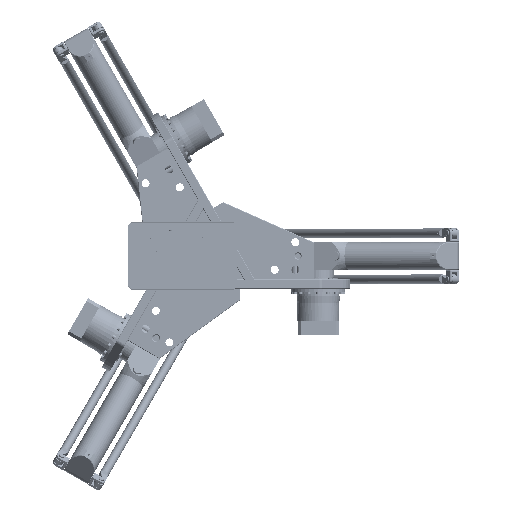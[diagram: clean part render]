
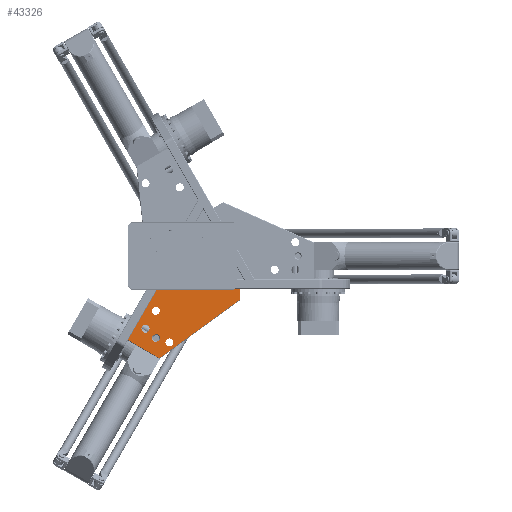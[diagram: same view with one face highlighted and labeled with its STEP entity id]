
A CAD part, top view. The second image highlights one B-rep face of the part: STEP entity #43326.
In plain terms, the highlighted planar face has unit normal (0, 0, 1).
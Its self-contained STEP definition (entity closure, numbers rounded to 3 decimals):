
#1051=FACE_BOUND('',#9926,.T.);
#1052=FACE_BOUND('',#9927,.T.);
#1053=FACE_BOUND('',#9928,.T.);
#1054=FACE_BOUND('',#9929,.T.);
#3875=CIRCLE('',#47080,8.);
#3876=CIRCLE('',#47084,8.);
#3879=CIRCLE('',#47090,8.75);
#3880=CIRCLE('',#47091,8.75);
#3881=CIRCLE('',#47092,8.75);
#6922=FACE_OUTER_BOUND('',#9925,.T.);
#9925=EDGE_LOOP('',(#33689,#33690,#33691,#33692,#33693));
#9926=EDGE_LOOP('',(#33694));
#9927=EDGE_LOOP('',(#33695));
#9928=EDGE_LOOP('',(#33696));
#9929=EDGE_LOOP('',(#33697,#33698,#33699,#33700));
#13877=LINE('',#74676,#17320);
#13879=LINE('',#74681,#17322);
#13885=LINE('',#74699,#17328);
#13886=LINE('',#74701,#17329);
#13887=LINE('',#74703,#17330);
#13888=LINE('',#74705,#17331);
#13889=LINE('',#74706,#17332);
#17320=VECTOR('',#55104,10.);
#17322=VECTOR('',#55108,10.);
#17328=VECTOR('',#55128,10.);
#17329=VECTOR('',#55129,10.);
#17330=VECTOR('',#55130,10.);
#17331=VECTOR('',#55131,10.);
#17332=VECTOR('',#55132,10.);
#20791=VERTEX_POINT('',#74663);
#20794=VERTEX_POINT('',#74668);
#20795=VERTEX_POINT('',#74672);
#20798=VERTEX_POINT('',#74679);
#20802=VERTEX_POINT('',#74697);
#20803=VERTEX_POINT('',#74698);
#20804=VERTEX_POINT('',#74700);
#20805=VERTEX_POINT('',#74702);
#20806=VERTEX_POINT('',#74704);
#20807=VERTEX_POINT('',#74707);
#20808=VERTEX_POINT('',#74709);
#20809=VERTEX_POINT('',#74711);
#25520=EDGE_CURVE('',#20794,#20791,#3875,.T.);
#25523=EDGE_CURVE('',#20791,#20795,#13877,.T.);
#25525=EDGE_CURVE('',#20798,#20794,#13879,.T.);
#25527=EDGE_CURVE('',#20795,#20798,#3876,.T.);
#25534=EDGE_CURVE('',#20802,#20803,#13885,.T.);
#25535=EDGE_CURVE('',#20804,#20802,#13886,.T.);
#25536=EDGE_CURVE('',#20805,#20804,#13887,.T.);
#25537=EDGE_CURVE('',#20805,#20806,#13888,.T.);
#25538=EDGE_CURVE('',#20806,#20803,#13889,.T.);
#25539=EDGE_CURVE('',#20807,#20807,#3879,.T.);
#25540=EDGE_CURVE('',#20808,#20808,#3880,.T.);
#25541=EDGE_CURVE('',#20809,#20809,#3881,.T.);
#33689=ORIENTED_EDGE('',*,*,#25534,.F.);
#33690=ORIENTED_EDGE('',*,*,#25535,.F.);
#33691=ORIENTED_EDGE('',*,*,#25536,.F.);
#33692=ORIENTED_EDGE('',*,*,#25537,.T.);
#33693=ORIENTED_EDGE('',*,*,#25538,.T.);
#33694=ORIENTED_EDGE('',*,*,#25539,.T.);
#33695=ORIENTED_EDGE('',*,*,#25540,.T.);
#33696=ORIENTED_EDGE('',*,*,#25541,.T.);
#33697=ORIENTED_EDGE('',*,*,#25520,.F.);
#33698=ORIENTED_EDGE('',*,*,#25525,.F.);
#33699=ORIENTED_EDGE('',*,*,#25527,.F.);
#33700=ORIENTED_EDGE('',*,*,#25523,.F.);
#41463=PLANE('',#47089);
#43326=ADVANCED_FACE('',(#6922,#1051,#1052,#1053,#1054),#41463,.T.);
#47080=AXIS2_PLACEMENT_3D('',#74670,#55098,#55099);
#47084=AXIS2_PLACEMENT_3D('',#74684,#55112,#55113);
#47089=AXIS2_PLACEMENT_3D('',#74696,#55126,#55127);
#47090=AXIS2_PLACEMENT_3D('',#74708,#55133,#55134);
#47091=AXIS2_PLACEMENT_3D('',#74710,#55135,#55136);
#47092=AXIS2_PLACEMENT_3D('',#74712,#55137,#55138);
#55098=DIRECTION('center_axis',(0.,0.,
1.));
#55099=DIRECTION('ref_axis',(1.,0.,0.));
#55104=DIRECTION('',(-0.866,0.5,0.));
#55108=DIRECTION('',(0.866,-0.5,0.));
#55112=DIRECTION('center_axis',(0.,0.,
1.));
#55113=DIRECTION('ref_axis',(-1.,0.,0.));
#55126=DIRECTION('center_axis',(0.,0.,
1.));
#55127=DIRECTION('ref_axis',(-0.5,0.866,0.));
#55128=DIRECTION('',(0.,-1.,0.));
#55129=DIRECTION('',(0.914,-0.406,0.));
#55130=DIRECTION('',(0.866,0.5,0.));
#55131=DIRECTION('',(0.5,-0.866,0.));
#55132=DIRECTION('',(1.,0.,0.));
#55133=DIRECTION('center_axis',(0.,0.,
-1.));
#55134=DIRECTION('ref_axis',(0.5,-0.866,0.));
#55135=DIRECTION('center_axis',(0.,0.,
-1.));
#55136=DIRECTION('ref_axis',(0.5,-0.866,0.));
#55137=DIRECTION('center_axis',(0.,0.,
-1.));
#55138=DIRECTION('ref_axis',(0.5,-0.866,0.));
#74663=CARTESIAN_POINT('',(210.869,6.428,101.));
#74668=CARTESIAN_POINT('',(202.869,-7.428,101.));
#74670=CARTESIAN_POINT('Origin',(206.869,-0.5,101.));
#74672=CARTESIAN_POINT('',(209.137,7.428,101.));
#74676=CARTESIAN_POINT('',(178.75,24.972,101.));
#74679=CARTESIAN_POINT('',(201.137,-6.428,101.));
#74681=CARTESIAN_POINT('',(169.884,11.616,101.));
#74684=CARTESIAN_POINT('Origin',(205.137,0.5,101.));
#74696=CARTESIAN_POINT('Origin',(136.033,25.162,101.));
#74697=CARTESIAN_POINT('',(240.429,28.35,101.));
#74698=CARTESIAN_POINT('',(240.429,-51.,101.));
#74699=CARTESIAN_POINT('',(240.429,-12.919,101.));
#74700=CARTESIAN_POINT('',(43.488,115.879,101.));
#74701=CARTESIAN_POINT('',(197.73,47.328,101.));
#74702=CARTESIAN_POINT('',(22.183,103.579,101.));
#74703=CARTESIAN_POINT('',(58.772,124.704,101.));
#74704=CARTESIAN_POINT('',(111.429,-51.,101.));
#74705=CARTESIAN_POINT('',(21.683,104.445,101.));
#74706=CARTESIAN_POINT('',(111.429,-51.,101.));
#74707=CARTESIAN_POINT('',(150.624,-22.422,101.));
#74708=CARTESIAN_POINT('Origin',(154.999,-30.,101.));
#74709=CARTESIAN_POINT('',(195.624,37.578,101.));
#74710=CARTESIAN_POINT('Origin',(199.999,30.,101.));
#74711=CARTESIAN_POINT('',(195.624,-22.422,101.));
#74712=CARTESIAN_POINT('Origin',(199.999,-30.,101.));
